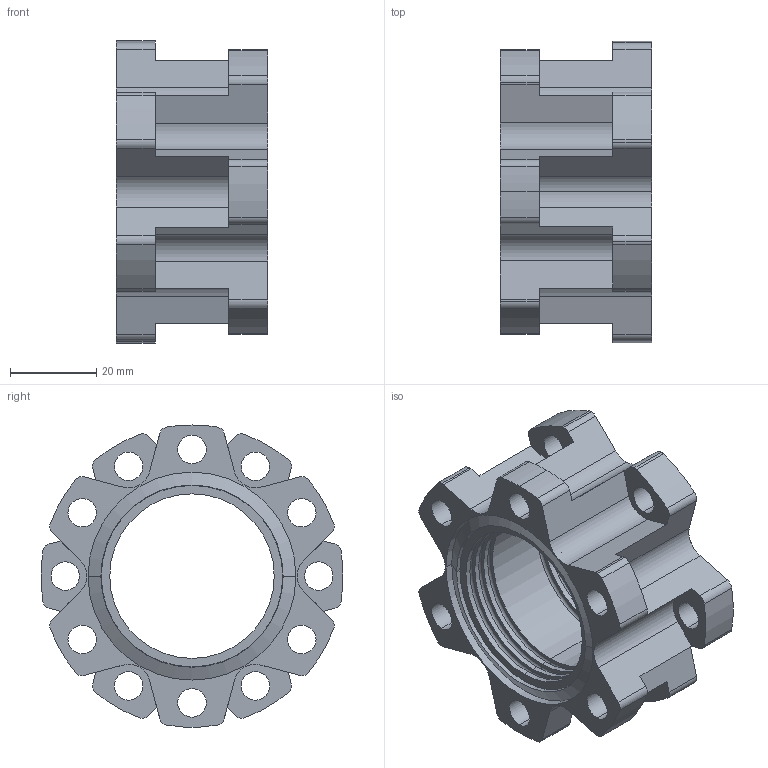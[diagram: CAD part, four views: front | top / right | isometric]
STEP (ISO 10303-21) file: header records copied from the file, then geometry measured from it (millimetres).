
FILE_DESCRIPTION (( 'STEP AP214' ), '1' );
FILE_NAME ('双面法兰-2CF35---.STEP', '2024-09-12T08:39:02', ( '' ), ( '' ), 'SwSTEP 2.0', 'SolidWorks 2020', '' );
FILE_SCHEMA (( 'AUTOMOTIVE_DESIGN' ));
Length unit declared in the file: millimetre
Products named in the file (1): 邧醱楊擘-2CF35---
Bounding box: 35 x 69.89 x 69.95 mm (x, y, z)
Volume: 45094.7 mm3; surface area: 22214.6 mm2
Topology: 1 solids, 1 shells, 170 faces, 454 edges, 300 vertices
Faces by surface type: cylinder 98, plane 52, torus 12, cone 8
Entity records: 5500 total; most frequent: DIRECTION 1036, CARTESIAN_POINT 925, ORIENTED_EDGE 908, EDGE_CURVE 454, AXIS2_PLACEMENT_3D 411, VERTEX_POINT 300, CIRCLE 240, VECTOR 214
